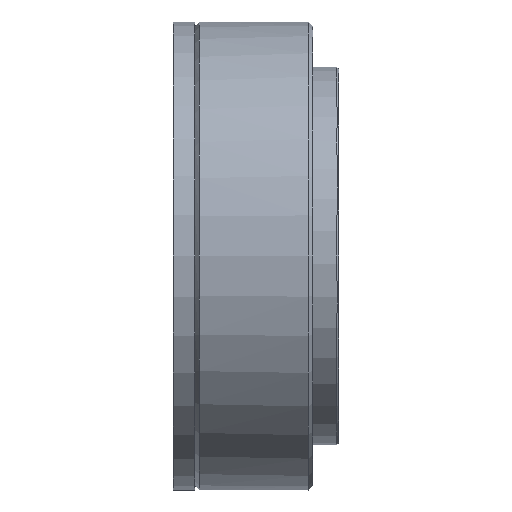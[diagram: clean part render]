
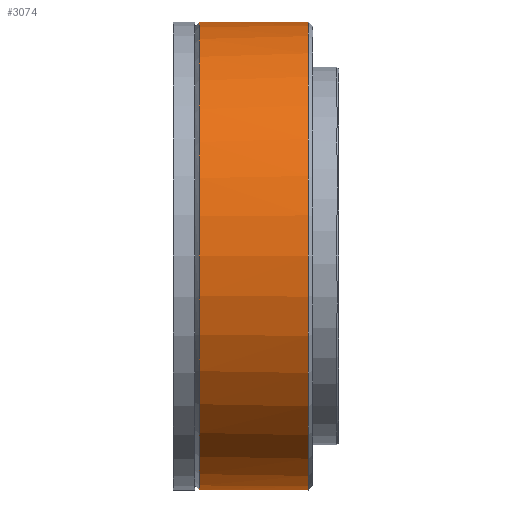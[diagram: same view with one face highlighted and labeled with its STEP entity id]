
A CAD part, front view. The second image highlights one B-rep face of the part: STEP entity #3074.
In plain terms, the highlighted cylindrical face has radius 26 mm (diameter 52 mm), a full revolution.
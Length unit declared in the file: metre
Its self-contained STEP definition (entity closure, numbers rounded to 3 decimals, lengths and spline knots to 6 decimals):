
#62=LINE('',#5461,#122);
#72=LINE('',#5485,#132);
#122=VECTOR('',#4291,1.);
#132=VECTOR('',#4305,1.);
#484=CYLINDRICAL_SURFACE('',#3617,0.026);
#873=ORIENTED_EDGE('',*,*,#1370,.T.);
#874=ORIENTED_EDGE('',*,*,#1325,.F.);
#875=ORIENTED_EDGE('',*,*,#1343,.T.);
#876=ORIENTED_EDGE('',*,*,#1336,.T.);
#877=ORIENTED_EDGE('',*,*,#1371,.T.);
#1325=EDGE_CURVE('',#1628,#1629,#62,.T.);
#1336=EDGE_CURVE('',#1640,#1639,#72,.T.);
#1343=EDGE_CURVE('',#1628,#1640,#1914,.T.);
#1370=EDGE_CURVE('',#1639,#1629,#1941,.T.);
#1371=EDGE_CURVE('',#1667,#1667,#1942,.T.);
#1628=VERTEX_POINT('',#5462);
#1629=VERTEX_POINT('',#5463);
#1639=VERTEX_POINT('',#5484);
#1640=VERTEX_POINT('',#5486);
#1667=VERTEX_POINT('',#5555);
#1914=CIRCLE('',#3585,0.026);
#1941=CIRCLE('',#3618,0.026);
#1942=CIRCLE('',#3619,0.026);
#2268=EDGE_LOOP('',(#873,#874,#875,#876));
#2269=EDGE_LOOP('',(#877));
#2690=FACE_BOUND('',#2268,.T.);
#2691=FACE_BOUND('',#2269,.T.);
#3074=ADVANCED_FACE('',(#2690,#2691),#484,.T.);
#3585=AXIS2_PLACEMENT_3D('',#5499,#4315,#4316);
#3617=AXIS2_PLACEMENT_3D('',#5552,#4379,#4380);
#3618=AXIS2_PLACEMENT_3D('',#5553,#4381,#4382);
#3619=AXIS2_PLACEMENT_3D('',#5554,#4383,#4384);
#4291=DIRECTION('',(-1.,0.,0.));
#4305=DIRECTION('',(-1.,0.,0.));
#4315=DIRECTION('',(1.,0.,0.));
#4316=DIRECTION('',(0.,1.,0.));
#4379=DIRECTION('',(-1.,0.,0.));
#4380=DIRECTION('',(0.,-1.,0.));
#4381=DIRECTION('',(1.,0.,0.));
#4382=DIRECTION('',(0.,1.,0.));
#4383=DIRECTION('',(-1.,0.,0.));
#4384=DIRECTION('',(0.,-1.,0.));
#5461=CARTESIAN_POINT('',(0.,0.008073,-0.024715));
#5462=CARTESIAN_POINT('',(0.,0.008073,-0.024715));
#5463=CARTESIAN_POINT('',(-0.006,0.008073,-0.024715));
#5484=CARTESIAN_POINT('',(-0.006,0.011768,-0.023184));
#5485=CARTESIAN_POINT('',(0.,0.011768,-0.023184));
#5486=CARTESIAN_POINT('',(0.,0.011768,-0.023184));
#5499=CARTESIAN_POINT('',(0.,0.,0.));
#5552=CARTESIAN_POINT('',(-0.0074,0.,0.));
#5553=CARTESIAN_POINT('',(-0.006,0.,0.));
#5554=CARTESIAN_POINT('',(0.0061,0.,0.));
#5555=CARTESIAN_POINT('',(0.0061,-0.026,0.));
